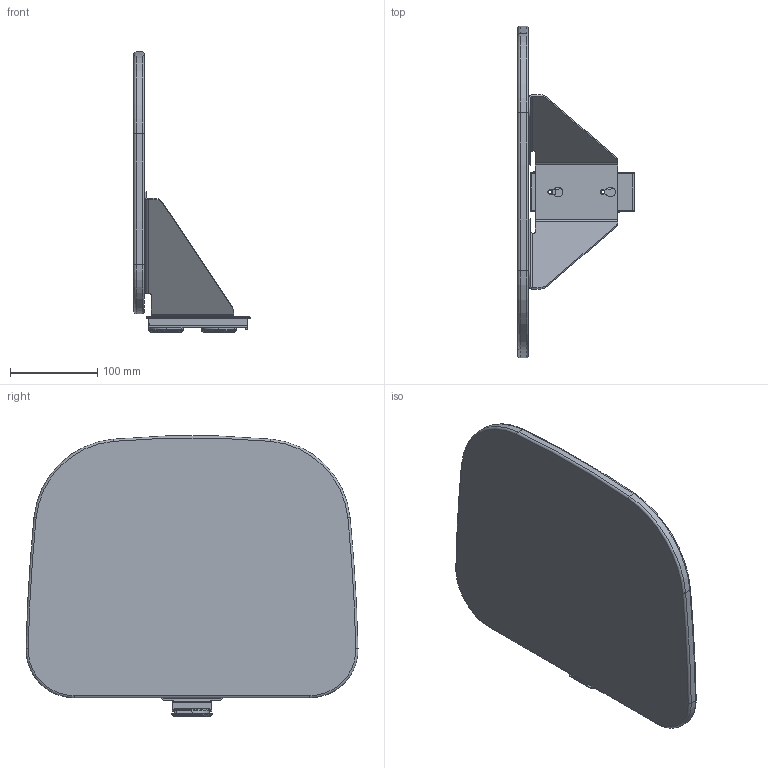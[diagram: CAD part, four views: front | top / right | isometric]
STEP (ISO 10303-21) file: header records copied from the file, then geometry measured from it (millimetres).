
FILE_DESCRIPTION(('CATIA V5 STEP Exchange','CAx-IF Rec.Pracs.--- Model Styling and Organization---1.4--- 2014-01-23'),'2;1');
FILE_NAME('Tablette Colonne.stp','2019-02-11T09:05:10+00:00',('none'),('none'),'CATIA Version 5-6 Release 2017 SP3','CATIA V5 STEP AP214','none');
FILE_SCHEMA(('AUTOMOTIVE_DESIGN { 1 0 10303 214 1 1 1 1 }'));
Products named in the file (1): Tablette Colonne
Bounding box: 133 x 379.93 x 320.44 mm (x, y, z)
Volume: 1353966 mm3; surface area: 316325.9 mm2
Topology: 5 solids, 5 shells, 1755 faces, 4297 edges, 2562 vertices
Faces by surface type: bspline 487, plane 449, cylinder 378, torus 250, cone 183, sphere 8
Entity records: 64324 total; most frequent: CARTESIAN_POINT 28972, ORIENTED_EDGE 8550, DIRECTION 4872, EDGE_CURVE 4275, VERTEX_POINT 2562, AXIS2_PLACEMENT_3D 2130, EDGE_LOOP 1825, ADVANCED_FACE 1755
